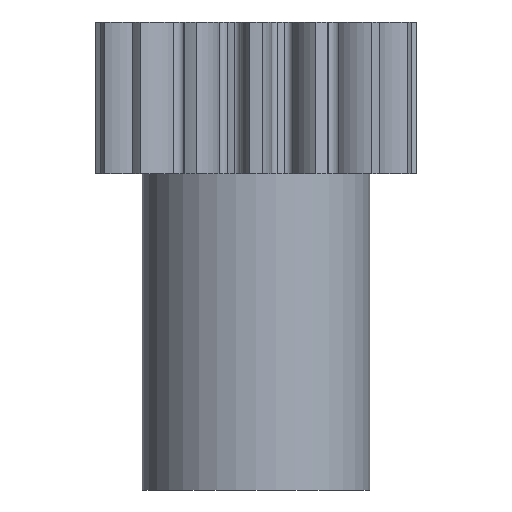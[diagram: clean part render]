
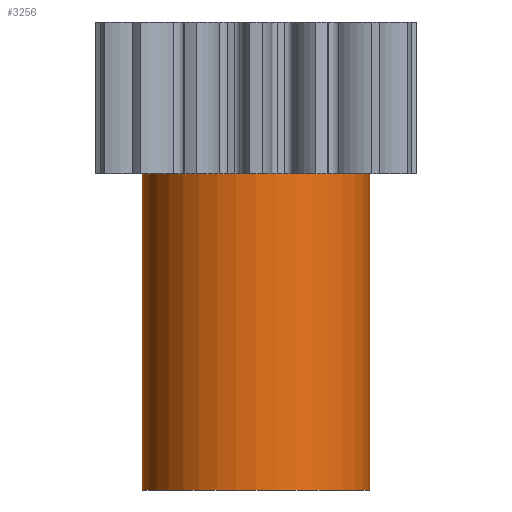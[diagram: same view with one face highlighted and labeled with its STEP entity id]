
A CAD part, front view. The second image highlights one B-rep face of the part: STEP entity #3256.
In plain terms, the highlighted cylindrical face has radius 9 mm (diameter 18 mm), a partial arc.
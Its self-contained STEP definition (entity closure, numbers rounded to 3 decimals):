
#17 = CARTESIAN_POINT ( 'NONE',  ( -9., 0., -25. ) ) ;
#36 = CARTESIAN_POINT ( 'NONE',  ( -9., 0., 0. ) ) ;
#70 = CARTESIAN_POINT ( 'NONE',  ( 9., 0., 0. ) ) ;
#79 = CARTESIAN_POINT ( 'NONE',  ( 9., 0., -25. ) ) ;
#346 = DIRECTION ( 'NONE',  ( 1., 0., 0. ) ) ;
#347 = DIRECTION ( 'NONE',  ( 0., 0., 1. ) ) ;
#348 = CARTESIAN_POINT ( 'NONE',  ( 0., 0., 0. ) ) ;
#365 = AXIS2_PLACEMENT_3D ( 'NONE', #348, #347, #346 ) ;
#367 = CIRCLE ( 'NONE', #365, 9. ) ;
#1622 = CARTESIAN_POINT ( 'NONE',  ( 0., 0., -25. ) ) ;
#1624 = CIRCLE ( 'NONE', #1665, 9. ) ;
#1627 = AXIS2_PLACEMENT_3D ( 'NONE', #1670, #1669, #1668 ) ;
#1643 = FACE_OUTER_BOUND ( 'NONE', #3252, .T. ) ;
#1664 = DIRECTION ( 'NONE',  ( 1., 0., 0. ) ) ;
#1665 = AXIS2_PLACEMENT_3D ( 'NONE', #1622, #1671, #1664 ) ;
#1668 = DIRECTION ( 'NONE',  ( 1., 0., 0. ) ) ;
#1669 = DIRECTION ( 'NONE',  ( 0., 0., 1. ) ) ;
#1670 = CARTESIAN_POINT ( 'NONE',  ( 0., 0., -25. ) ) ;
#1671 = DIRECTION ( 'NONE',  ( 0., 0., 1. ) ) ;
#1678 = CYLINDRICAL_SURFACE ( 'NONE', #1627, 9. ) ;
#2246 = CARTESIAN_POINT ( 'NONE',  ( -9., 0., -25. ) ) ;
#2247 = LINE ( 'NONE', #2246, #2253 ) ;
#2249 = CARTESIAN_POINT ( 'NONE',  ( 9., 0., -25. ) ) ;
#2250 = LINE ( 'NONE', #2249, #2257 ) ;
#2252 = DIRECTION ( 'NONE',  ( 0., 0., 1. ) ) ;
#2253 = VECTOR ( 'NONE', #2252, 1000. ) ;
#2256 = DIRECTION ( 'NONE',  ( 0., 0., 1. ) ) ;
#2257 = VECTOR ( 'NONE', #2256, 1000. ) ;
#2329 = EDGE_CURVE ( 'NONE', #2344, #2352, #2247, .T. ) ;
#2335 = EDGE_CURVE ( 'NONE', #2356, #2351, #2250, .T. ) ;
#2344 = VERTEX_POINT ( 'NONE', #17 ) ;
#2351 = VERTEX_POINT ( 'NONE', #70 ) ;
#2352 = VERTEX_POINT ( 'NONE', #36 ) ;
#2356 = VERTEX_POINT ( 'NONE', #79 ) ;
#2637 = EDGE_CURVE ( 'NONE', #2352, #2351, #367, .T. ) ;
#3252 = EDGE_LOOP ( 'NONE', ( #3320, #3255, #3254, #3264 ) ) ;
#3254 = ORIENTED_EDGE ( 'NONE', *, *, #2335, .T. ) ;
#3255 = ORIENTED_EDGE ( 'NONE', *, *, #3257, .T. ) ;
#3256 = ADVANCED_FACE ( 'NONE', ( #1643 ), #1678, .T. ) ;
#3257 = EDGE_CURVE ( 'NONE', #2344, #2356, #1624, .T. ) ;
#3264 = ORIENTED_EDGE ( 'NONE', *, *, #2637, .F. ) ;
#3320 = ORIENTED_EDGE ( 'NONE', *, *, #2329, .F. ) ;
